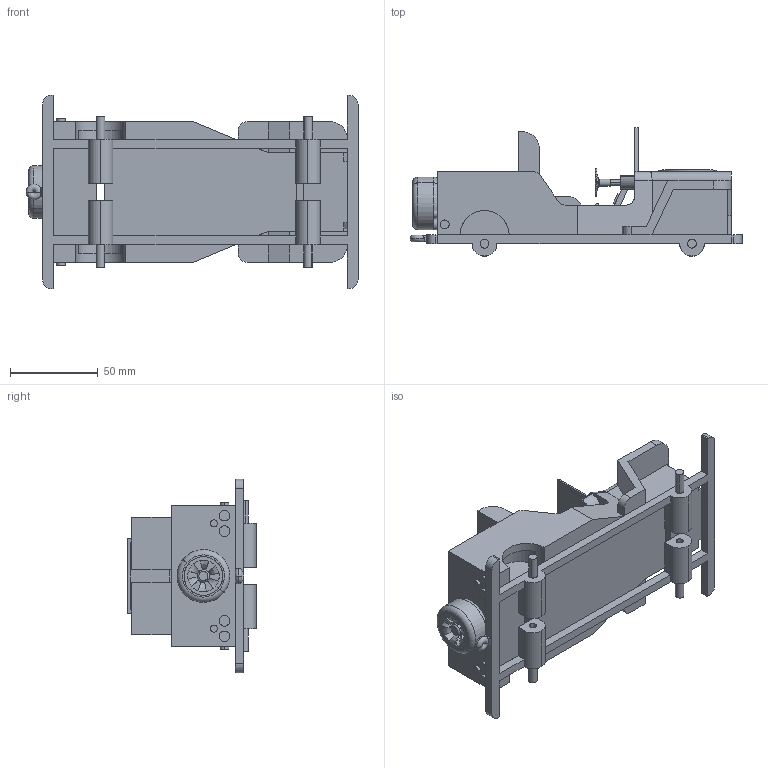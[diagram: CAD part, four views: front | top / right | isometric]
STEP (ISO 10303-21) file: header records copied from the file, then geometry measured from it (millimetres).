
FILE_DESCRIPTION (( 'STEP AP203' ), '1' );
FILE_NAME ('Jeep body part_Default_sldprt.STEP', '2020-05-10T12:34:11', ( '' ), ( '' ), 'SwSTEP 2.0', 'SolidWorks 2019', '' );
FILE_SCHEMA (( 'CONFIG_CONTROL_DESIGN' ));
Length unit declared in the file: millimetre
Products named in the file (2): Jeep body part_Default_sldprt
Bounding box: 188.94 x 73 x 110 mm (x, y, z)
Surface area: 93974 mm2 (no closed solid volume)
Topology: 0 solids, 17 shells, 358 faces, 1035 edges, 685 vertices
Faces by surface type: plane 201, cylinder 120, torus 20, bspline 11, cone 6
Entity records: 12210 total; most frequent: CARTESIAN_POINT 2599, DIRECTION 1996, ORIENTED_EDGE 1868, EDGE_CURVE 1031, VERTEX_POINT 685, AXIS2_PLACEMENT_3D 676, LINE 644, VECTOR 644
